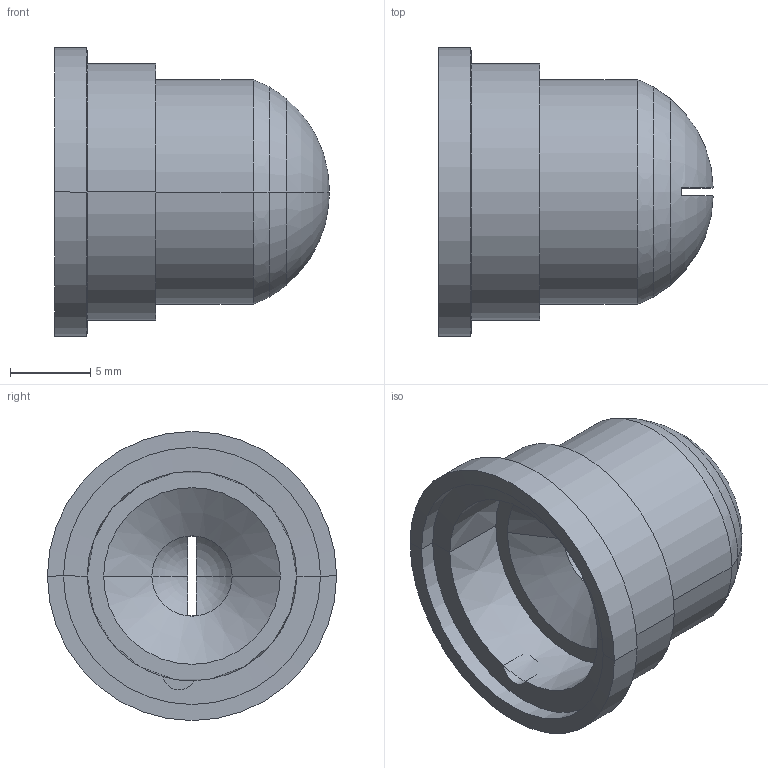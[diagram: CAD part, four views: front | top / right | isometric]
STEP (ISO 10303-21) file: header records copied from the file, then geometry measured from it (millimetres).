
FILE_DESCRIPTION (( 'STEP AP203' ), '1' );
FILE_NAME ('buse10.STEP', '2019-12-10T09:23:23', ( '' ), ( '' ), 'SwSTEP 2.0', 'SolidWorks 2018', '' );
FILE_SCHEMA (( 'CONFIG_CONTROL_DESIGN' ));
Length unit declared in the file: millimetre
Products named in the file (1): buse10
Bounding box: 17.08 x 18 x 18 mm (x, y, z)
Volume: 1701.6 mm3; surface area: 1562.1 mm2
Topology: 1 solids, 1 shells, 38 faces, 85 edges, 48 vertices
Faces by surface type: cone 14, cylinder 8, torus 6, plane 6, bspline 4
Entity records: 1246 total; most frequent: CARTESIAN_POINT 342, DIRECTION 180, ORIENTED_EDGE 170, EDGE_CURVE 85, AXIS2_PLACEMENT_3D 76, VERTEX_POINT 48, CIRCLE 41, EDGE_LOOP 39
